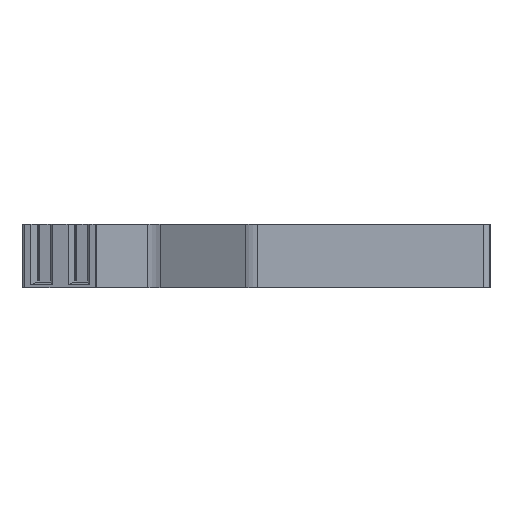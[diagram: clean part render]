
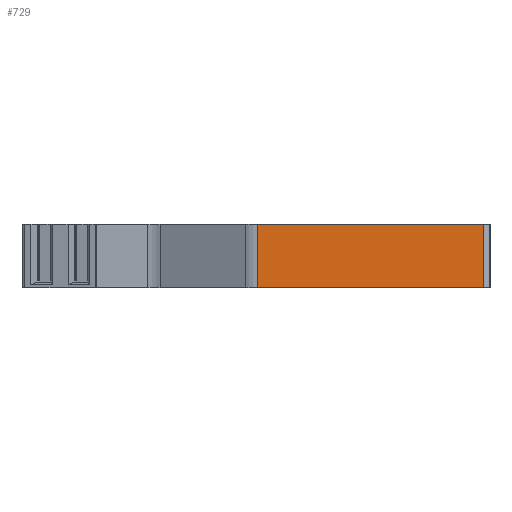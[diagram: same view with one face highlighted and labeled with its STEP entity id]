
A CAD part, left-side view. The second image highlights one B-rep face of the part: STEP entity #729.
In plain terms, the highlighted planar face has unit normal (-1, 0, 0).
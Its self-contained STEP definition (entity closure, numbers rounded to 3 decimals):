
#729=ADVANCED_FACE('',(#1346),#1106,.T.);
#1106=PLANE('',#8073);
#1346=FACE_OUTER_BOUND('',#1746,.T.);
#1746=EDGE_LOOP('',(#2617,#2618,#2619,#2620));
#2617=ORIENTED_EDGE('',*,*,#5609,.T.);
#2618=ORIENTED_EDGE('',*,*,#5279,.F.);
#2619=ORIENTED_EDGE('',*,*,#5608,.F.);
#2620=ORIENTED_EDGE('',*,*,#5540,.F.);
#4500=VERTEX_POINT('',#11216);
#4501=VERTEX_POINT('',#11218);
#4757=VERTEX_POINT('',#11739);
#4758=VERTEX_POINT('',#11741);
#5279=EDGE_CURVE('',#4500,#4501,#6398,.T.);
#5540=EDGE_CURVE('',#4757,#4758,#6549,.T.);
#5608=EDGE_CURVE('',#4758,#4500,#6589,.T.);
#5609=EDGE_CURVE('',#4757,#4501,#6590,.T.);
#6398=LINE('',#11217,#7158);
#6549=LINE('',#11740,#7309);
#6589=LINE('',#11873,#7349);
#6590=LINE('',#11875,#7350);
#7158=VECTOR('',#8693,1.);
#7309=VECTOR('',#9074,1.);
#7349=VECTOR('',#9206,1.);
#7350=VECTOR('',#9209,1.);
#8073=AXIS2_PLACEMENT_3D('',#11876,#9210,#9211);
#8693=DIRECTION('',(0.,1.,0.));
#9074=DIRECTION('',(0.,-1.,0.));
#9206=DIRECTION('',(0.,0.,-1.));
#9209=DIRECTION('',(0.,0.,-1.));
#9210=DIRECTION('',(-1.,0.,0.));
#9211=DIRECTION('',(0.,-1.,0.));
#11216=CARTESIAN_POINT('',(-25.,-6.3,0.));
#11217=CARTESIAN_POINT('',(-25.,-6.3,0.));
#11218=CARTESIAN_POINT('',(-25.,11.964,0.));
#11739=CARTESIAN_POINT('',(-25.,11.964,5.1));
#11740=CARTESIAN_POINT('',(-25.,11.964,5.1));
#11741=CARTESIAN_POINT('',(-25.,-6.3,5.1));
#11873=CARTESIAN_POINT('',(-25.,-6.3,5.1));
#11875=CARTESIAN_POINT('',(-25.,11.964,5.1));
#11876=CARTESIAN_POINT('',(-25.,34.5,0.));
